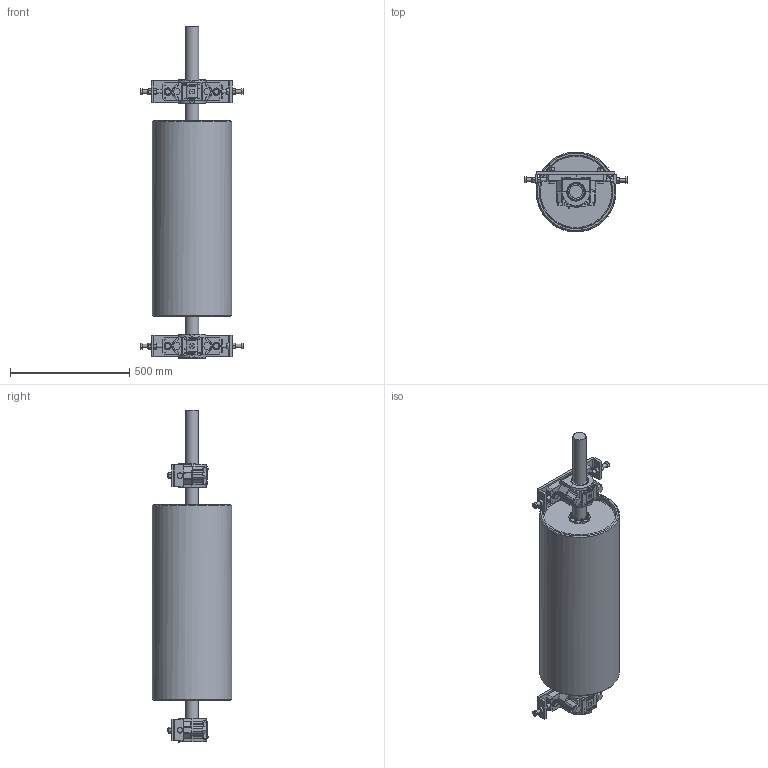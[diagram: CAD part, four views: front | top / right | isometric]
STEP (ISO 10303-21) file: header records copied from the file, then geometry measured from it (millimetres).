
FILE_DESCRIPTION(('FreeCAD Model'),'2;1');
FILE_NAME('Open CASCADE Shape Model','2025-04-17T16:16:47',('FreeCAD'),( 'FreeCAD'),'Open CASCADE STEP processor 7.6','FreeCAD','Unknown');
FILE_SCHEMA(('AUTOMOTIVE_DESIGN { 1 0 10303 214 1 1 1 1 }'));
Products named in the file (1): Open CASCADE STEP translator 7.6 1
Bounding box: 431.21 x 333.66 x 1389.82 mm (x, y, z)
Volume: 20954612.7 mm3; surface area: 4820909.9 mm2
Topology: 167 solids, 167 shells, 2395 faces, 6013 edges, 3898 vertices
Faces by surface type: bspline 2395
Entity records: 76141 total; most frequent: CARTESIAN_POINT 41973, ORIENTED_EDGE 11514, EDGE_CURVE 5757, VERTEX_POINT 3818, B_SPLINE_CURVE_WITH_KNOTS 3621, FACE_BOUND 2697, EDGE_LOOP 2617, ADVANCED_FACE 2395
